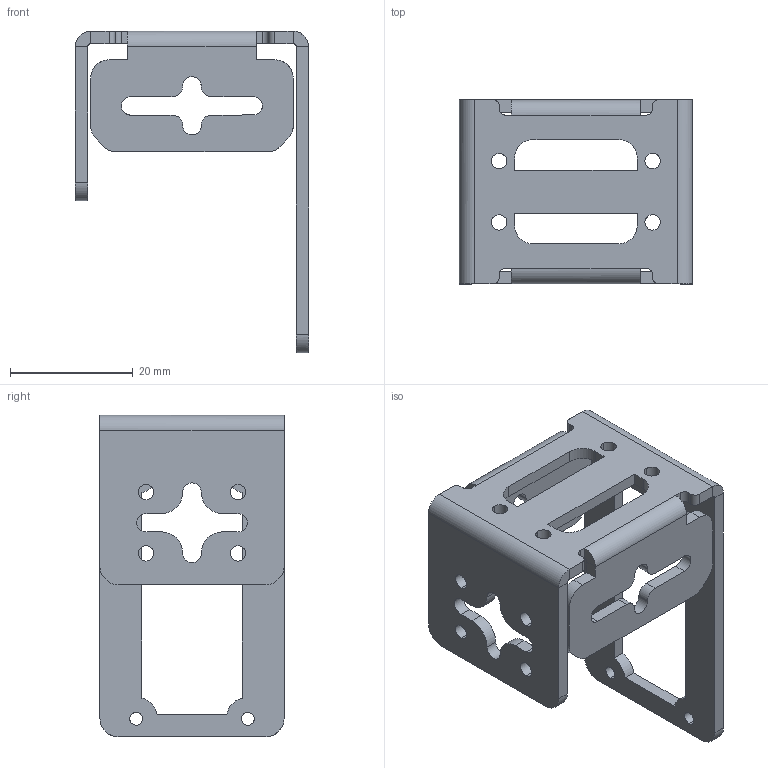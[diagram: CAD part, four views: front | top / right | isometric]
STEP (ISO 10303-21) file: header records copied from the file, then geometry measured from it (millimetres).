
FILE_DESCRIPTION (( 'STEP AP203' ), '1' );
FILE_NAME ('Yahboom-Dofbot-Jetson-Nano-version.STEP', '2025-04-14T12:47:33', ( '' ), ( '' ), 'SwSTEP 2.0', 'SolidWorks 2024', '' );
FILE_SCHEMA (( 'CONFIG_CONTROL_DESIGN' ));
Length unit declared in the file: millimetre
Products named in the file (1): Yahboom-Dofbot-Jetson-Nano-version
Bounding box: 38.03 x 30 x 52.4 mm (x, y, z)
Volume: 6546.2 mm3; surface area: 8253.2 mm2
Topology: 1 solids, 1 shells, 166 faces, 460 edges, 296 vertices
Faces by surface type: bspline 166
Entity records: 5405 total; most frequent: CARTESIAN_POINT 2713, ORIENTED_EDGE 920, EDGE_CURVE 460, VERTEX_POINT 296, B_SPLINE_CURVE_WITH_KNOTS 284, EDGE_LOOP 202, FACE_OUTER_BOUND 166, ADVANCED_FACE 166
